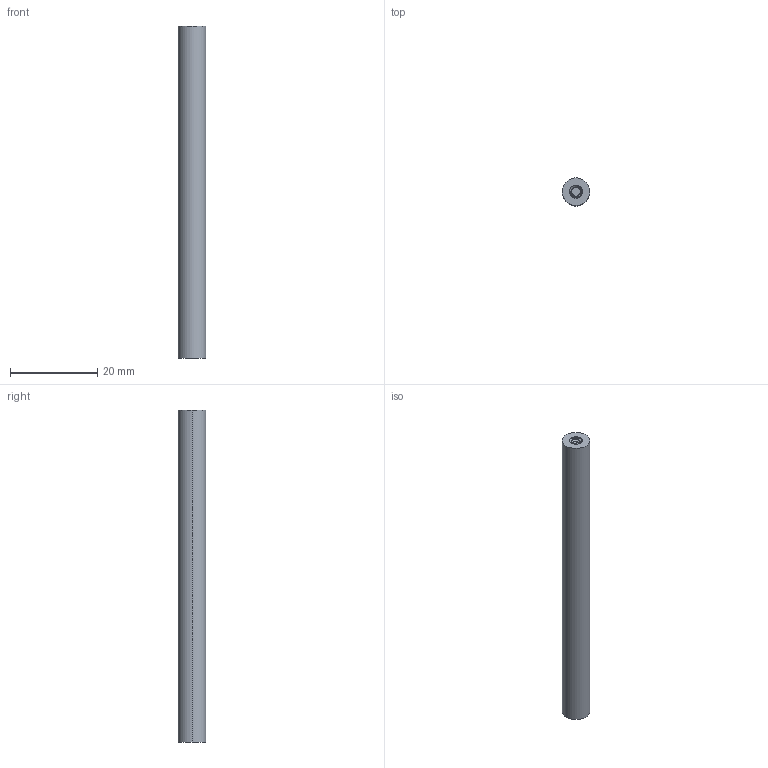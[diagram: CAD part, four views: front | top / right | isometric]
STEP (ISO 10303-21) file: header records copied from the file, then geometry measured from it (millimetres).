
FILE_DESCRIPTION (( 'STEP AP203' ), '1' );
FILE_NAME ('93330A541_Female Threaded Round Standoff.STEP', '2021-09-08T14:17:37', ( 'Administrator' ), ( 'Managed by Terraform' ), 'SwSTEP 2.0', 'SolidWorks 2017', '' );
FILE_SCHEMA (( 'CONFIG_CONTROL_DESIGN' ));
Length unit declared in the file: inch
Products named in the file (1): 93330A541_Female Threaded Round Standoff
Bounding box: 6.35 x 6.35 x 76.2 mm (x, y, z)
Volume: 2353.4 mm3; surface area: 1748.6 mm2
Topology: 1 solids, 1 shells, 60 faces, 168 edges, 112 vertices
Faces by surface type: cylinder 44, cone 6, bspline 6, plane 4
Entity records: 4665 total; most frequent: CARTESIAN_POINT 3351, ORIENTED_EDGE 336, DIRECTION 182, EDGE_CURVE 168, VERTEX_POINT 112, AXIS2_PLACEMENT_3D 67, EDGE_LOOP 62, ADVANCED_FACE 60
